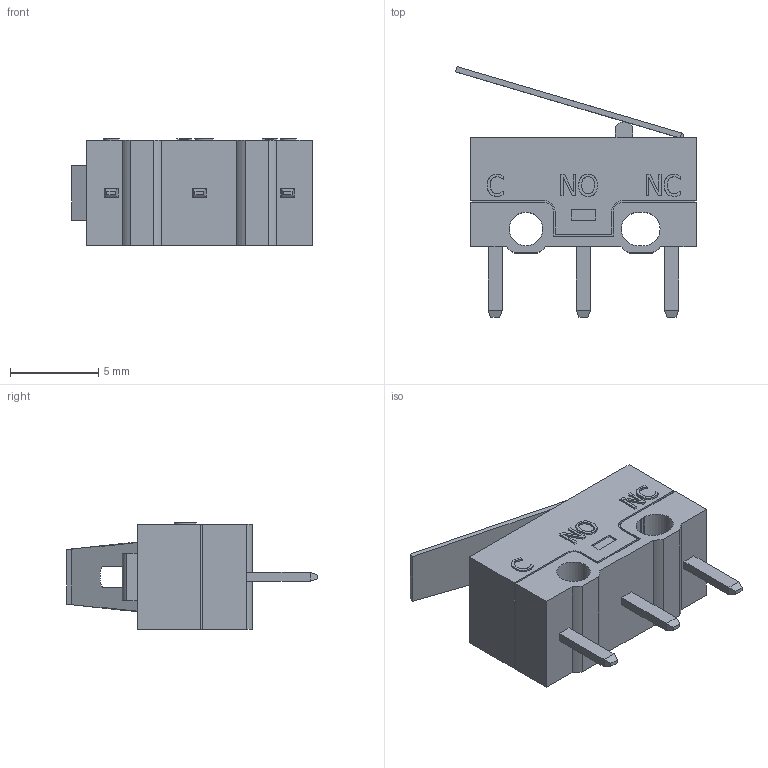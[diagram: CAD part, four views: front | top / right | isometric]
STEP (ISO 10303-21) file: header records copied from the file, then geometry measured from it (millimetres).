
FILE_DESCRIPTION(/* description */ (''),/* implementation_level */ '2;1');
FILE_NAME(/* name */ 'SIngle part PCB micro switch.stp',/* time_stamp */ '2015-02-11T13:06:23+08:00',/* author */ ('Phil'),/* organization */ (''),/* preprocessor_version */ 'ST-DEVELOPER v15.6',/* originating_system */ 'Autodesk Inventor 2015',/* authorisation */ '');
FILE_SCHEMA (('AUTOMOTIVE_DESIGN { 1 0 10303 214 3 1 1 }'));
Length unit declared in the file: millimetre
Products named in the file (1): SIngle part PCB micro switch
Bounding box: 13.63 x 14.2 x 6.05 mm (x, y, z)
Volume: 460.5 mm3; surface area: 588.4 mm2
Topology: 1 solids, 1 shells, 195 faces, 528 edges, 346 vertices
Faces by surface type: plane 129, bspline 46, cylinder 20
Full cylindrical faces by diameter (mm): 1.9 x1
Entity records: 6467 total; most frequent: CARTESIAN_POINT 1669, ORIENTED_EDGE 1062, DIRECTION 779, EDGE_CURVE 529, LINE 395, VECTOR 395, VERTEX_POINT 346, EDGE_LOOP 213
